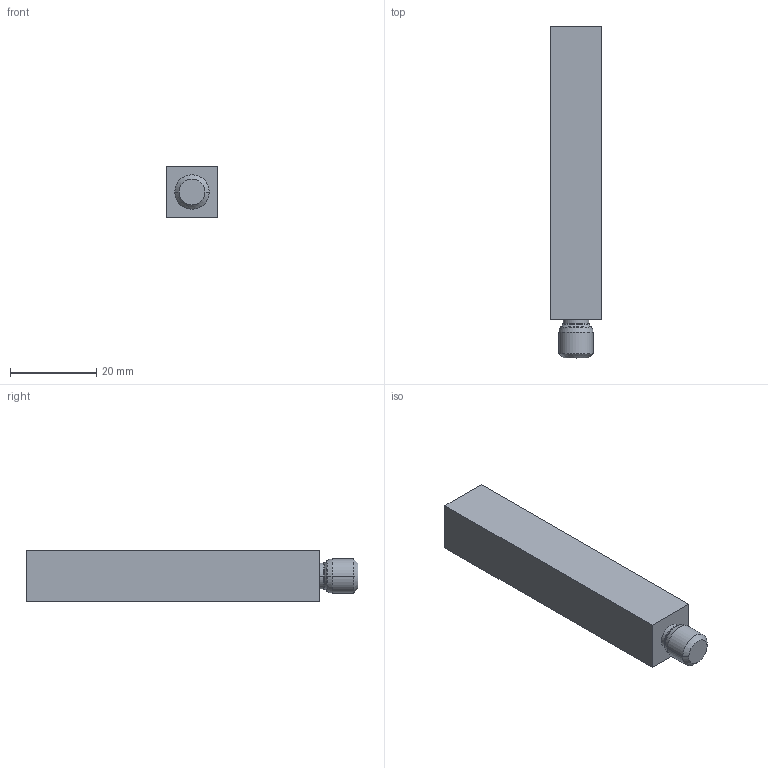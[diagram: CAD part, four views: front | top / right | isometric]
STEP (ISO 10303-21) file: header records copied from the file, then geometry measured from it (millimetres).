
FILE_DESCRIPTION (( 'STEP AP203' ), '1' );
FILE_NAME ('60220-240.STEP', '2018-08-06T12:04:43', ( '' ), ( '' ), 'SwSTEP 2.0', 'SolidWorks 2015', '' );
FILE_SCHEMA (( 'CONFIG_CONTROL_DESIGN' ));
Length unit declared in the file: millimetre
Products named in the file (1): 60220-240
Bounding box: 12 x 77 x 12 mm (x, y, z)
Volume: 9774.3 mm3; surface area: 4045.2 mm2
Topology: 1 solids, 1 shells, 252 faces, 661 edges, 433 vertices
Faces by surface type: bspline 102, plane 99, cone 37, torus 8, cylinder 6
Entity records: 13090 total; most frequent: CARTESIAN_POINT 7831, ORIENTED_EDGE 1318, EDGE_CURVE 659, DIRECTION 619, VERTEX_POINT 433, B_SPLINE_CURVE_WITH_KNOTS 376, EDGE_LOOP 276, ADVANCED_FACE 252
